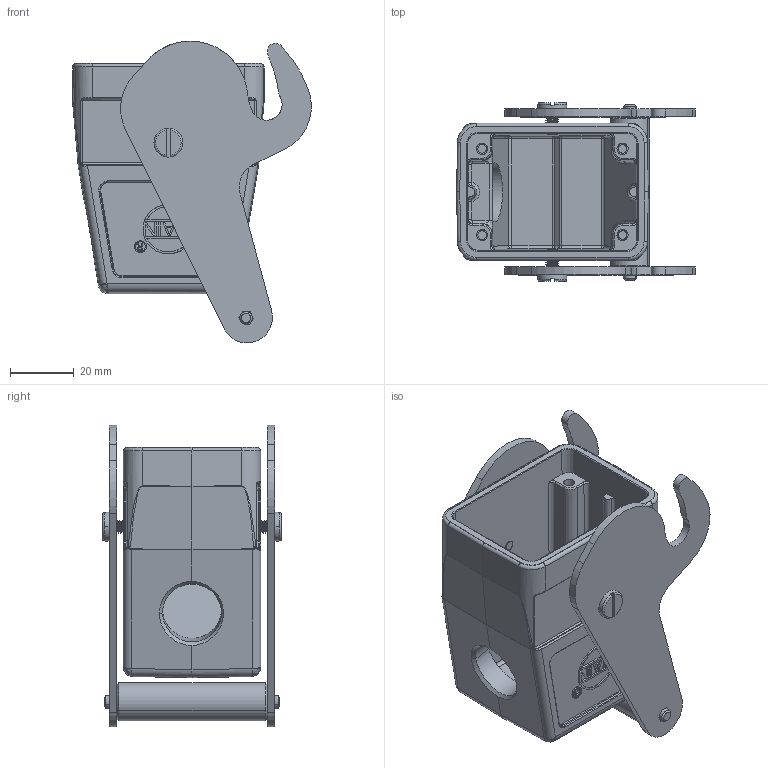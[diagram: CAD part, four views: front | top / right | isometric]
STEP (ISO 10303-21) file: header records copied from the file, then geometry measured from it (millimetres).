
FILE_DESCRIPTION((''),'2;1');
FILE_NAME('ASM0005_ASM','2020-09-29T',('lian.chen'),(''),'PRO/ENGINEER BY PARAMETRIC TECHNOLOGY CORPORATION, 2012480','PRO/ENGINEER BY PARAMETRIC TECHNOLOGY CORPORATION, 2012480','');
FILE_SCHEMA(('AUTOMOTIVE_DESIGN { 1 0 10303 214 1 1 1 1 }'));
Length unit declared in the file: millimetre
Products named in the file (2): MSBR-6; ASM0005_ASM
Assembly tree (1 placements, depth 2):
  ASM0005_ASM
    MSBR-6
Bounding box: 74.81 x 56 x 94.52 mm (x, y, z)
Volume: 75837.2 mm3; surface area: 43700.5 mm2
Topology: 1 solids, 1 shells, 724 faces, 1812 edges, 1123 vertices
Faces by surface type: plane 290, cylinder 221, bspline 86, torus 77, cone 30, extrusion 10, sphere 10
Entity records: 29892 total; most frequent: CARTESIAN_POINT 12734, ORIENTED_EDGE 3604, DIRECTION 3282, EDGE_CURVE 1802, AXIS2_PLACEMENT_3D 1171, VERTEX_POINT 1123, VECTOR 940, LINE 930
